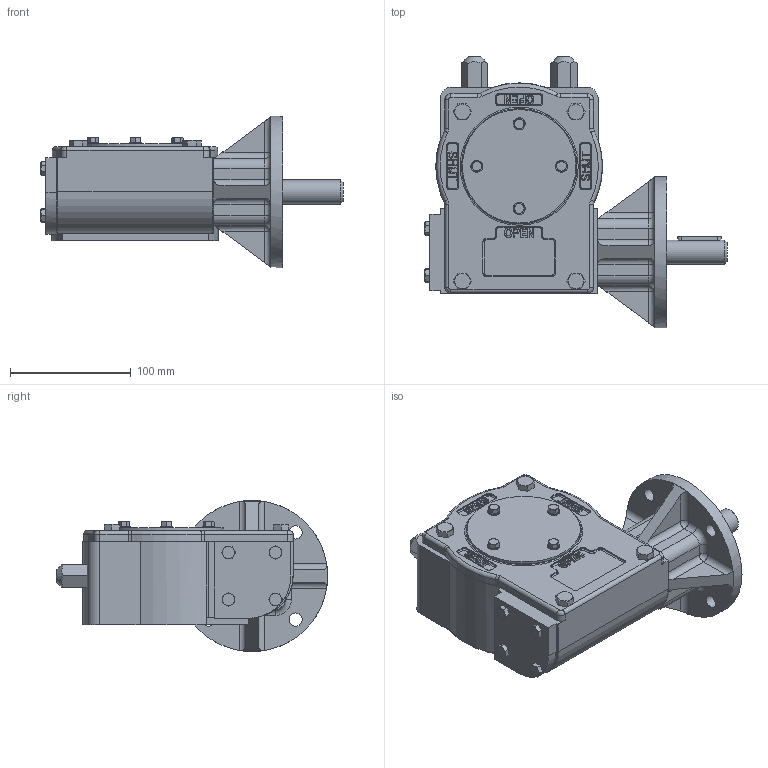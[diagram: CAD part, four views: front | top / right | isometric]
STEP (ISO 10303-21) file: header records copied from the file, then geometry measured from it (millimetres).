
FILE_DESCRIPTION( ( 'Unknown' ), '1' );
FILE_NAME( 'E 550G BU L.stp', 'Unknown', ( 'Unknown' ), ( 'Unknown' ), 'XStep 1.0', 'Unknown', ' ' );
FILE_SCHEMA( ( 'automotive_design' ) );
Length unit declared in the file: millimetre
Products named in the file (1): 10BZ1000C0M00
Bounding box: 249.97 x 224.5 x 125 mm (x, y, z)
Volume: 1504633.3 mm3; surface area: 260957 mm2
Topology: 1 solids, 30 shells, 1296 faces, 3352 edges, 2132 vertices
Faces by surface type: plane 529, cylinder 346, cone 199, torus 148, bspline 36, sphere 22, extrusion 16
Full cylindrical faces by diameter (mm): 3 x1, 3.242 x2, 5 x4, 6 x12, 6.647 x8, 7 x8, 8 x4, 8.376 x4, 9 x4, 10 x8, 10.106 x4, 10.2 x2, 11 x4, 12 x4, 16 x1, 20 x1, 24 x3, 26 x1, 57.1 x2, 59 x2, 60 x4, 68 x1, 70 x1, 94 x1, 125 x1
Entity records: 56067 total; most frequent: CARTESIAN_POINT 16176, ORIENTED_EDGE 6236, DIRECTION 5842, EDGE_CURVE 3118, AXIS2_PLACEMENT_3D 2380, VERTEX_POINT 2057, EDGE_LOOP 1508, FACE_OUTER_BOUND 1387
